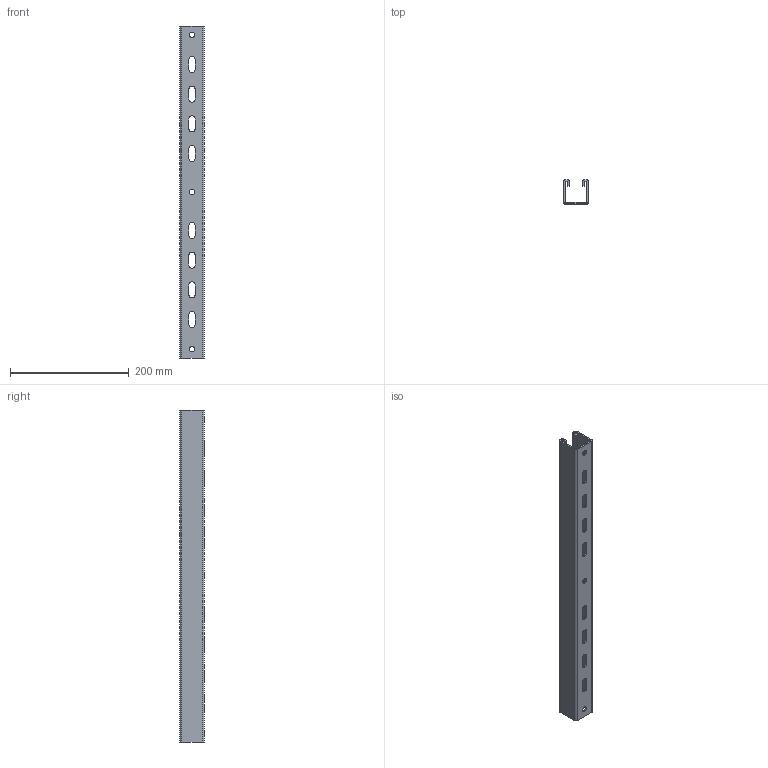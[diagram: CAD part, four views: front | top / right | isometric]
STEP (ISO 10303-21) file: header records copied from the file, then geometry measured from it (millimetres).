
FILE_DESCRIPTION (( 'STEP AP203' ), '1' );
FILE_NAME ('Òðàâåðñà BST-41_BST4150.STEP', '2012-11-21T12:35:54', ( 'Àñååâ' ), ( '' ), 'SwSTEP 2.0', 'SolidWorks 2012', '' );
FILE_SCHEMA (( 'CONFIG_CONTROL_DESIGN' ));
Length unit declared in the file: millimetre
Products named in the file (1): 秮飶歑黟 BST-41_BST4150
Bounding box: 41 x 41 x 560 mm (x, y, z)
Volume: 191594.1 mm3; surface area: 158311.6 mm2
Topology: 1 solids, 1 shells, 89 faces, 215 edges, 128 vertices
Faces by surface type: plane 58, cylinder 31
Full cylindrical faces by diameter (mm): 9 x3
Entity records: 2631 total; most frequent: DIRECTION 452, CARTESIAN_POINT 426, ORIENTED_EDGE 420, EDGE_CURVE 210, AXIS2_PLACEMENT_3D 152, VECTOR 148, LINE 148, VERTEX_POINT 126
